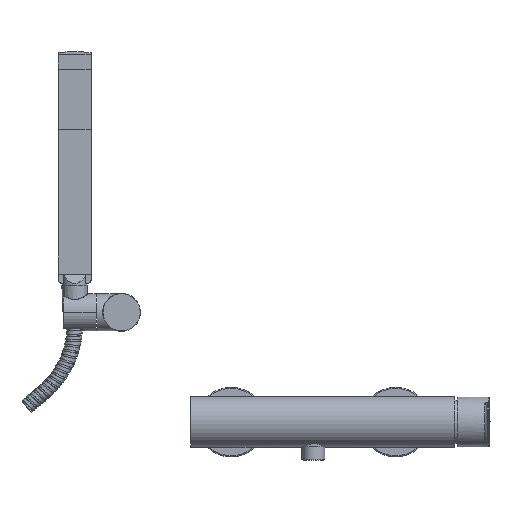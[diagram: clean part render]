
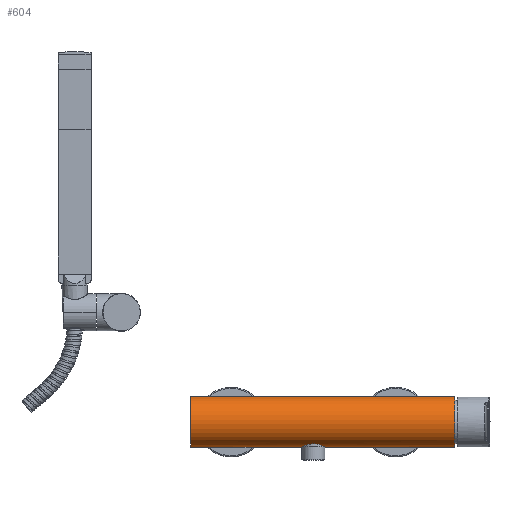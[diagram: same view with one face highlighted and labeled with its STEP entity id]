
A CAD part, top view. The second image highlights one B-rep face of the part: STEP entity #604.
In plain terms, the highlighted cylindrical face has radius 23.25 mm (diameter 46.5 mm), a partial arc.
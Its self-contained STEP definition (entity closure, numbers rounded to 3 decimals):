
#37=CARTESIAN_POINT('',(-112.,0.,0.));
#38=DIRECTION('',(1.,0.,0.));
#39=DIRECTION('',(0.,0.904,-0.427));
#40=AXIS2_PLACEMENT_3D('',#37,#38,#39);
#199=CARTESIAN_POINT('',(129.,0.,0.));
#200=DIRECTION('',(1.,0.,0.));
#201=DIRECTION('',(0.,0.904,-0.427));
#202=AXIS2_PLACEMENT_3D('',#199,#200,#201);
#218=DIRECTION('',(1.,0.,0.));
#219=VECTOR('',#218,122.424);
#220=CARTESIAN_POINT('',(6.576,-21.028,-9.918));
#221=LINE('',#220,#219);
#226=DIRECTION('',(1.,0.,0.));
#227=VECTOR('',#226,105.424);
#228=CARTESIAN_POINT('',(-112.,-21.028,-9.918));
#229=LINE('',#228,#227);
#230=CARTESIAN_POINT('',(11.9,-23.25,0.));
#231=CARTESIAN_POINT('',(11.9,-23.25,0.775));
#232=CARTESIAN_POINT('',(11.754,-23.175,2.313));
#233=CARTESIAN_POINT('',(11.045,-22.819,4.647));
#234=CARTESIAN_POINT('',(9.907,-22.286,6.721));
#235=CARTESIAN_POINT('',(8.505,-21.694,8.419));
#236=CARTESIAN_POINT('',(6.771,-21.063,9.881));
#237=CARTESIAN_POINT('',(4.636,-20.466,11.05));
#238=CARTESIAN_POINT('',(2.329,-20.063,11.752));
#239=CARTESIAN_POINT('',(-0.069,-19.925,
11.981));
#240=CARTESIAN_POINT('',(-2.467,-20.08,11.723));
#241=CARTESIAN_POINT('',(-4.757,-20.494,10.998));
#242=CARTESIAN_POINT('',(-6.871,-21.097,9.809));
#243=CARTESIAN_POINT('',(-8.562,-21.717,8.357));
#244=CARTESIAN_POINT('',(-9.938,-22.3,6.674));
#245=CARTESIAN_POINT('',(-11.063,-22.828,4.601));
#246=CARTESIAN_POINT('',(-11.757,-23.176,2.285));
#247=CARTESIAN_POINT('',(-11.9,-23.25,0.765));
#248=CARTESIAN_POINT('',(-11.9,-23.25,0.));
#250=CARTESIAN_POINT('',(-11.9,-23.25,0.));
#251=CARTESIAN_POINT('',(-11.9,-23.25,-0.584));
#252=CARTESIAN_POINT('',(-11.815,-23.206,
-1.679));
#253=CARTESIAN_POINT('',(-11.516,-23.055,
-3.1));
#254=CARTESIAN_POINT('',(-11.117,-22.858,
-4.299));
#255=CARTESIAN_POINT('',(-10.663,-22.641,
-5.318));
#256=CARTESIAN_POINT('',(-10.171,-22.413,
-6.202));
#257=CARTESIAN_POINT('',(-9.655,-22.183,
-6.976));
#258=CARTESIAN_POINT('',(-9.116,-21.954,
-7.666));
#259=CARTESIAN_POINT('',(-8.546,-21.723,
-8.296));
#260=CARTESIAN_POINT('',(-7.932,-21.489,
-8.884));
#261=CARTESIAN_POINT('',(-7.276,-21.254,
-9.43));
#262=CARTESIAN_POINT('',(-6.813,-21.103,
-9.761));
#263=CARTESIAN_POINT('',(-6.576,-21.028,
-9.918));
#265=DIRECTION('',(1.,0.,0.));
#266=VECTOR('',#265,241.);
#267=CARTESIAN_POINT('',(-112.,21.028,-9.918));
#268=LINE('',#267,#266);
#269=CARTESIAN_POINT('',(6.576,-21.028,-9.918));
#270=CARTESIAN_POINT('',(6.79,-21.095,-9.776));
#271=CARTESIAN_POINT('',(7.207,-21.232,-9.48));
#272=CARTESIAN_POINT('',(7.804,-21.442,-8.995));
#273=CARTESIAN_POINT('',(8.366,-21.653,-8.475));
#274=CARTESIAN_POINT('',(8.893,-21.862,-7.92));
#275=CARTESIAN_POINT('',(9.394,-22.071,-7.32));
#276=CARTESIAN_POINT('',(9.877,-22.281,-6.655));
#277=CARTESIAN_POINT('',(10.345,-22.492,-5.906));
#278=CARTESIAN_POINT('',(10.791,-22.701,-5.05));
#279=CARTESIAN_POINT('',(11.202,-22.9,-4.067));
#280=CARTESIAN_POINT('',(11.561,-23.078,-2.916));
#281=CARTESIAN_POINT('',(11.826,-23.212,-1.569));
#282=CARTESIAN_POINT('',(11.9,-23.25,-0.544));
#283=CARTESIAN_POINT('',(11.9,-23.25,0.));
#299=CARTESIAN_POINT('',(-112.,21.028,-9.918));
#300=CARTESIAN_POINT('',(-112.,-21.028,-9.918));
#301=VERTEX_POINT('',#299);
#302=VERTEX_POINT('',#300);
#303=CARTESIAN_POINT('',(129.,21.028,-9.918));
#304=CARTESIAN_POINT('',(129.,-21.028,-9.918));
#305=VERTEX_POINT('',#303);
#306=VERTEX_POINT('',#304);
#323=VERTEX_POINT('',#248);
#324=VERTEX_POINT('',#230);
#325=VERTEX_POINT('',#269);
#326=VERTEX_POINT('',#263);
#585=CARTESIAN_POINT('',(-112.,0.,0.));
#586=DIRECTION('',(1.,0.,0.));
#587=DIRECTION('',(0.,0.,-1.));
#588=AXIS2_PLACEMENT_3D('',#585,#586,#587);
#589=CYLINDRICAL_SURFACE('',#588,23.25);
#591=ORIENTED_EDGE('',*,*,#590,.T.);
#593=ORIENTED_EDGE('',*,*,#592,.T.);
#594=ORIENTED_EDGE('',*,*,#573,.F.);
#595=ORIENTED_EDGE('',*,*,#360,.F.);
#597=ORIENTED_EDGE('',*,*,#596,.T.);
#598=ORIENTED_EDGE('',*,*,#547,.T.);
#599=ORIENTED_EDGE('',*,*,#568,.F.);
#601=ORIENTED_EDGE('',*,*,#600,.T.);
#602=EDGE_LOOP('',(#591,#593,#594,#595,#597,#598,#599,#601));
#603=FACE_OUTER_BOUND('',#602,.F.);
#604=ADVANCED_FACE('',(#603),#589,.T.);
#41=CIRCLE('',#40,23.25);
#203=CIRCLE('',#202,23.25);
#249=B_SPLINE_CURVE_WITH_KNOTS('',3,(#230,#231,#232,#233,#234,#235,#236,#237,
#238,#239,#240,#241,#242,#243,#244,#245,#246,#247,#248),.UNSPECIFIED.,.F.,.F.,
(4,1,1,1,1,1,1,1,1,1,1,1,1,1,1,1,4),(0.,0.063,0.125,0.188,0.25,
0.313,0.375,0.438,0.5,0.563,0.625,0.688,0.75,0.813,
0.875,0.938,1.),.UNSPECIFIED.);
#264=B_SPLINE_CURVE_WITH_KNOTS('',3,(#250,#251,#252,#253,#254,#255,#256,#257,
#258,#259,#260,#261,#262,#263),.UNSPECIFIED.,.F.,.F.,(4,1,1,1,1,1,1,1,1,1,1,4),(
0.,0.091,0.182,0.273,0.364,
0.455,0.545,0.636,0.727,
0.818,0.909,1.),.UNSPECIFIED.);
#284=B_SPLINE_CURVE_WITH_KNOTS('',3,(#269,#270,#271,#272,#273,#274,#275,#276,
#277,#278,#279,#280,#281,#282,#283),.UNSPECIFIED.,.F.,.F.,(4,1,1,1,1,1,1,1,1,1,
1,1,4),(0.,0.083,0.167,0.25,0.333,
0.417,0.5,0.583,0.667,0.75,
0.833,0.917,1.),.UNSPECIFIED.);
#360=EDGE_CURVE('',#301,#302,#41,.T.);
#547=EDGE_CURVE('',#305,#306,#203,.T.);
#568=EDGE_CURVE('',#325,#306,#221,.T.);
#573=EDGE_CURVE('',#302,#326,#229,.T.);
#590=EDGE_CURVE('',#324,#323,#249,.T.);
#592=EDGE_CURVE('',#323,#326,#264,.T.);
#596=EDGE_CURVE('',#301,#305,#268,.T.);
#600=EDGE_CURVE('',#325,#324,#284,.T.);
